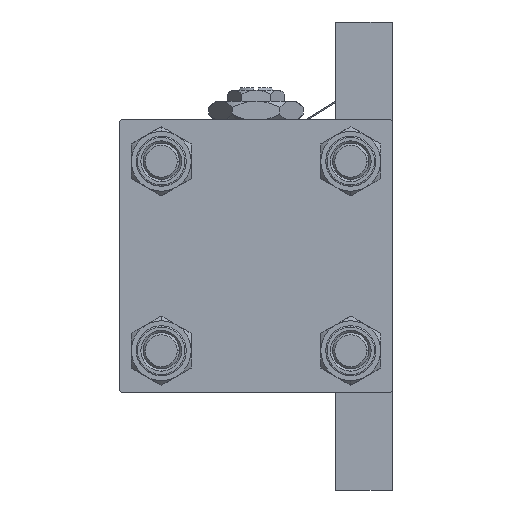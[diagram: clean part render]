
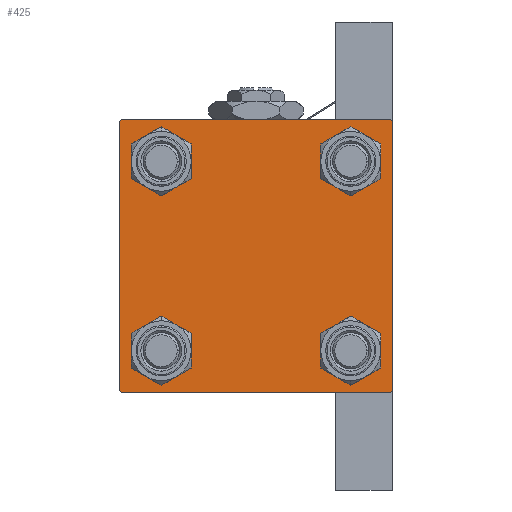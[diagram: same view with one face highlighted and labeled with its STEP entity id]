
A CAD part, left-side view. The second image highlights one B-rep face of the part: STEP entity #425.
In plain terms, the highlighted planar face has unit normal (-1, 0, 0).
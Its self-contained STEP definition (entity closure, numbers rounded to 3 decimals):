
#425 = ADVANCED_FACE ( 'NONE', ( #16476, #32010, #5022, #36108, #47565 ), #28430, .T. ) ;
#650 = ORIENTED_EDGE ( 'NONE', *, *, #13937, .T. ) ;
#1169 = VERTEX_POINT ( 'NONE', #30450 ) ;
#1264 = VECTOR ( 'NONE', #37481, 1000. ) ;
#1463 = DIRECTION ( 'NONE',  ( 0., -0.707, 0.707 ) ) ;
#1734 = VERTEX_POINT ( 'NONE', #4113 ) ;
#2056 = CARTESIAN_POINT ( 'NONE',  ( 0., 30., 29.5 ) ) ;
#2738 = CIRCLE ( 'NONE', #45867, 4.5 ) ;
#2877 = VERTEX_POINT ( 'NONE', #46853 ) ;
#3552 = DIRECTION ( 'NONE',  ( 1., 0., 0. ) ) ;
#3852 = EDGE_CURVE ( 'NONE', #12522, #2877, #49459, .T. ) ;
#4113 = CARTESIAN_POINT ( 'NONE',  ( 0., -29.5, 30. ) ) ;
#4118 = CARTESIAN_POINT ( 'NONE',  ( 0., 29.5, -30. ) ) ;
#4548 = DIRECTION ( 'NONE',  ( 1., 0., 0. ) ) ;
#5022 = FACE_BOUND ( 'NONE', #22133, .T. ) ;
#5369 = CARTESIAN_POINT ( 'NONE',  ( 0., -29.75, 29.75 ) ) ;
#5526 = AXIS2_PLACEMENT_3D ( 'NONE', #36717, #8938, #9192 ) ;
#6275 = DIRECTION ( 'NONE',  ( 1., 0., 0. ) ) ;
#6292 = EDGE_CURVE ( 'NONE', #46387, #8057, #46306, .T. ) ;
#6443 = DIRECTION ( 'NONE',  ( 0., -1., 0. ) ) ;
#6728 = CARTESIAN_POINT ( 'NONE',  ( 0., -29.5, -30. ) ) ;
#6912 = EDGE_CURVE ( 'NONE', #13833, #37057, #22708, .T. ) ;
#7175 = VECTOR ( 'NONE', #47226, 1000. ) ;
#7439 = CARTESIAN_POINT ( 'NONE',  ( 0., 20.85, -20.85 ) ) ;
#7582 = VECTOR ( 'NONE', #21137, 1000. ) ;
#7936 = DIRECTION ( 'NONE',  ( 0., 0., 1. ) ) ;
#8057 = VERTEX_POINT ( 'NONE', #2056 ) ;
#8127 = EDGE_CURVE ( 'NONE', #42629, #47152, #15783, .T. ) ;
#8305 = CARTESIAN_POINT ( 'NONE',  ( 0., -30., -29.5 ) ) ;
#8474 = CARTESIAN_POINT ( 'NONE',  ( 0., 30., -29.5 ) ) ;
#8938 = DIRECTION ( 'NONE',  ( 1., 0., 0. ) ) ;
#9192 = DIRECTION ( 'NONE',  ( 0., 0., 1. ) ) ;
#10102 = CARTESIAN_POINT ( 'NONE',  ( 0., 20.85, -20.85 ) ) ;
#10522 = CARTESIAN_POINT ( 'NONE',  ( 0., -20.85, 25.35 ) ) ;
#10629 = ORIENTED_EDGE ( 'NONE', *, *, #8127, .F. ) ;
#10912 = CARTESIAN_POINT ( 'NONE',  ( 0., 20.85, 20.85 ) ) ;
#11008 = LINE ( 'NONE', #33447, #23458 ) ;
#11025 = ORIENTED_EDGE ( 'NONE', *, *, #6912, .T. ) ;
#11202 = EDGE_LOOP ( 'NONE', ( #27923, #19962 ) ) ;
#11320 = ORIENTED_EDGE ( 'NONE', *, *, #46147, .T. ) ;
#12109 = CARTESIAN_POINT ( 'NONE',  ( 0., 29.5, 30. ) ) ;
#12243 = ORIENTED_EDGE ( 'NONE', *, *, #25246, .T. ) ;
#12522 = VERTEX_POINT ( 'NONE', #25634 ) ;
#12929 = AXIS2_PLACEMENT_3D ( 'NONE', #10102, #6275, #13911 ) ;
#12935 = EDGE_CURVE ( 'NONE', #42629, #1734, #21387, .T. ) ;
#13514 = CARTESIAN_POINT ( 'NONE',  ( 0., 29.75, -29.75 ) ) ;
#13669 = LINE ( 'NONE', #40205, #49762 ) ;
#13833 = VERTEX_POINT ( 'NONE', #48792 ) ;
#13911 = DIRECTION ( 'NONE',  ( 0., 0., 1. ) ) ;
#13937 = EDGE_CURVE ( 'NONE', #8057, #36714, #39579, .T. ) ;
#15122 = EDGE_CURVE ( 'NONE', #47731, #20899, #11008, .T. ) ;
#15366 = CIRCLE ( 'NONE', #12929, 4.5 ) ;
#15783 = LINE ( 'NONE', #26721, #34175 ) ;
#16476 = FACE_BOUND ( 'NONE', #45363, .T. ) ;
#17067 = CARTESIAN_POINT ( 'NONE',  ( 0., -20.85, 16.35 ) ) ;
#17355 = VECTOR ( 'NONE', #27097, 1000. ) ;
#18307 = DIRECTION ( 'NONE',  ( 1., 0., 0. ) ) ;
#18572 = CARTESIAN_POINT ( 'NONE',  ( 0., -20.85, -20.85 ) ) ;
#19036 = DIRECTION ( 'NONE',  ( 0., 0.707, -0.707 ) ) ;
#19784 = EDGE_CURVE ( 'NONE', #1169, #43340, #21194, .T. ) ;
#19962 = ORIENTED_EDGE ( 'NONE', *, *, #3852, .T. ) ;
#20171 = ORIENTED_EDGE ( 'NONE', *, *, #37935, .T. ) ;
#20899 = VERTEX_POINT ( 'NONE', #6728 ) ;
#20956 = EDGE_LOOP ( 'NONE', ( #34209, #49612 ) ) ;
#21035 = DIRECTION ( 'NONE',  ( -1., 0., 0. ) ) ;
#21137 = DIRECTION ( 'NONE',  ( 0., 0.707, 0.707 ) ) ;
#21194 = CIRCLE ( 'NONE', #30946, 4.5 ) ;
#21387 = LINE ( 'NONE', #5369, #7582 ) ;
#21648 = DIRECTION ( 'NONE',  ( 0., 0., 1. ) ) ;
#22035 = CARTESIAN_POINT ( 'NONE',  ( 0., 0., 0. ) ) ;
#22133 = EDGE_LOOP ( 'NONE', ( #11320, #11025 ) ) ;
#22708 = CIRCLE ( 'NONE', #37365, 4.5 ) ;
#23139 = EDGE_CURVE ( 'NONE', #2877, #12522, #31094, .T. ) ;
#23271 = CARTESIAN_POINT ( 'NONE',  ( 0., 30., 30. ) ) ;
#23458 = VECTOR ( 'NONE', #6443, 1000. ) ;
#24101 = CIRCLE ( 'NONE', #41204, 4.5 ) ;
#25246 = EDGE_CURVE ( 'NONE', #20899, #47152, #13669, .T. ) ;
#25634 = CARTESIAN_POINT ( 'NONE',  ( 0., -20.85, -25.35 ) ) ;
#26721 = CARTESIAN_POINT ( 'NONE',  ( 0., -30., 30. ) ) ;
#26841 = LINE ( 'NONE', #37833, #17355 ) ;
#27077 = ORIENTED_EDGE ( 'NONE', *, *, #28005, .T. ) ;
#27097 = DIRECTION ( 'NONE',  ( 0., -1., 0. ) ) ;
#27284 = DIRECTION ( 'NONE',  ( 1., 0., 0. ) ) ;
#27923 = ORIENTED_EDGE ( 'NONE', *, *, #23139, .T. ) ;
#28005 = EDGE_CURVE ( 'NONE', #48695, #50083, #34409, .T. ) ;
#28430 = PLANE ( 'NONE',  #41316 ) ;
#28582 = ORIENTED_EDGE ( 'NONE', *, *, #30417, .T. ) ;
#28658 = ORIENTED_EDGE ( 'NONE', *, *, #6292, .T. ) ;
#29307 = EDGE_CURVE ( 'NONE', #46387, #1734, #26841, .T. ) ;
#29432 = DIRECTION ( 'NONE',  ( 0., 0., 1. ) ) ;
#30417 = EDGE_CURVE ( 'NONE', #50083, #48695, #2738, .T. ) ;
#30450 = CARTESIAN_POINT ( 'NONE',  ( 0., 20.85, 16.35 ) ) ;
#30946 = AXIS2_PLACEMENT_3D ( 'NONE', #42280, #38717, #38213 ) ;
#31094 = CIRCLE ( 'NONE', #44102, 4.5 ) ;
#31757 = CARTESIAN_POINT ( 'NONE',  ( 0., 29.75, 29.75 ) ) ;
#31788 = CARTESIAN_POINT ( 'NONE',  ( 0., -20.85, 20.85 ) ) ;
#32010 = FACE_BOUND ( 'NONE', #11202, .T. ) ;
#32439 = DIRECTION ( 'NONE',  ( 1., 0., 0. ) ) ;
#33447 = CARTESIAN_POINT ( 'NONE',  ( 0., 30., -30. ) ) ;
#34175 = VECTOR ( 'NONE', #45858, 1000. ) ;
#34209 = ORIENTED_EDGE ( 'NONE', *, *, #37083, .T. ) ;
#34409 = CIRCLE ( 'NONE', #45794, 4.5 ) ;
#34798 = EDGE_LOOP ( 'NONE', ( #650, #20171, #48871, #12243, #10629, #50345, #42009, #28658 ) ) ;
#35759 = VECTOR ( 'NONE', #19036, 1000. ) ;
#36108 = FACE_BOUND ( 'NONE', #20956, .T. ) ;
#36433 = CARTESIAN_POINT ( 'NONE',  ( 0., 20.85, 25.35 ) ) ;
#36714 = VERTEX_POINT ( 'NONE', #8474 ) ;
#36717 = CARTESIAN_POINT ( 'NONE',  ( 0., -20.85, -20.85 ) ) ;
#37057 = VERTEX_POINT ( 'NONE', #37444 ) ;
#37083 = EDGE_CURVE ( 'NONE', #43340, #1169, #24101, .T. ) ;
#37365 = AXIS2_PLACEMENT_3D ( 'NONE', #7439, #27284, #7936 ) ;
#37444 = CARTESIAN_POINT ( 'NONE',  ( 0., 20.85, -16.35 ) ) ;
#37481 = DIRECTION ( 'NONE',  ( 0., -0.707, -0.707 ) ) ;
#37691 = DIRECTION ( 'NONE',  ( 0., 0., 1. ) ) ;
#37833 = CARTESIAN_POINT ( 'NONE',  ( 0., 30., 30. ) ) ;
#37935 = EDGE_CURVE ( 'NONE', #36714, #47731, #48687, .T. ) ;
#38213 = DIRECTION ( 'NONE',  ( 0., 0., 1. ) ) ;
#38717 = DIRECTION ( 'NONE',  ( 1., 0., 0. ) ) ;
#39407 = CARTESIAN_POINT ( 'NONE',  ( 0., -30., 29.5 ) ) ;
#39579 = LINE ( 'NONE', #23271, #7175 ) ;
#39700 = DIRECTION ( 'NONE',  ( 0., 0., 1. ) ) ;
#40205 = CARTESIAN_POINT ( 'NONE',  ( 0., -29.75, -29.75 ) ) ;
#41204 = AXIS2_PLACEMENT_3D ( 'NONE', #10912, #18307, #37691 ) ;
#41316 = AXIS2_PLACEMENT_3D ( 'NONE', #22035, #21035, #29432 ) ;
#42009 = ORIENTED_EDGE ( 'NONE', *, *, #29307, .F. ) ;
#42280 = CARTESIAN_POINT ( 'NONE',  ( 0., 20.85, 20.85 ) ) ;
#42629 = VERTEX_POINT ( 'NONE', #39407 ) ;
#43340 = VERTEX_POINT ( 'NONE', #36433 ) ;
#44102 = AXIS2_PLACEMENT_3D ( 'NONE', #18572, #3552, #45339 ) ;
#44857 = CARTESIAN_POINT ( 'NONE',  ( 0., -20.85, 20.85 ) ) ;
#45339 = DIRECTION ( 'NONE',  ( 0., 0., 1. ) ) ;
#45363 = EDGE_LOOP ( 'NONE', ( #27077, #28582 ) ) ;
#45794 = AXIS2_PLACEMENT_3D ( 'NONE', #31788, #4548, #39700 ) ;
#45858 = DIRECTION ( 'NONE',  ( 0., 0., -1. ) ) ;
#45867 = AXIS2_PLACEMENT_3D ( 'NONE', #44857, #32439, #21648 ) ;
#46147 = EDGE_CURVE ( 'NONE', #37057, #13833, #15366, .T. ) ;
#46306 = LINE ( 'NONE', #31757, #35759 ) ;
#46387 = VERTEX_POINT ( 'NONE', #12109 ) ;
#46853 = CARTESIAN_POINT ( 'NONE',  ( 0., -20.85, -16.35 ) ) ;
#47152 = VERTEX_POINT ( 'NONE', #8305 ) ;
#47226 = DIRECTION ( 'NONE',  ( 0., 0., -1. ) ) ;
#47565 = FACE_OUTER_BOUND ( 'NONE', #34798, .T. ) ;
#47731 = VERTEX_POINT ( 'NONE', #4118 ) ;
#48687 = LINE ( 'NONE', #13514, #1264 ) ;
#48695 = VERTEX_POINT ( 'NONE', #10522 ) ;
#48792 = CARTESIAN_POINT ( 'NONE',  ( 0., 20.85, -25.35 ) ) ;
#48871 = ORIENTED_EDGE ( 'NONE', *, *, #15122, .T. ) ;
#49459 = CIRCLE ( 'NONE', #5526, 4.5 ) ;
#49612 = ORIENTED_EDGE ( 'NONE', *, *, #19784, .T. ) ;
#49762 = VECTOR ( 'NONE', #1463, 1000. ) ;
#50083 = VERTEX_POINT ( 'NONE', #17067 ) ;
#50345 = ORIENTED_EDGE ( 'NONE', *, *, #12935, .T. ) ;
